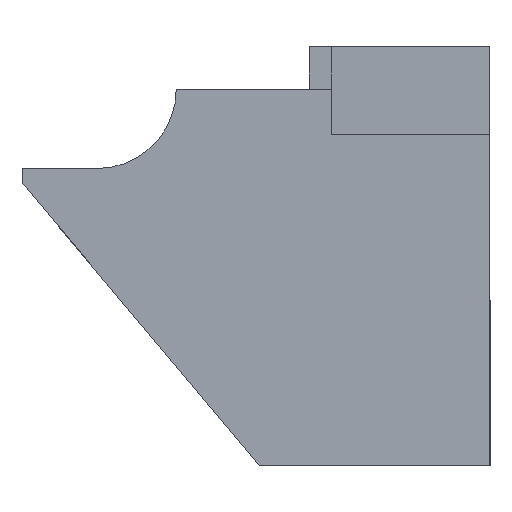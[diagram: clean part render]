
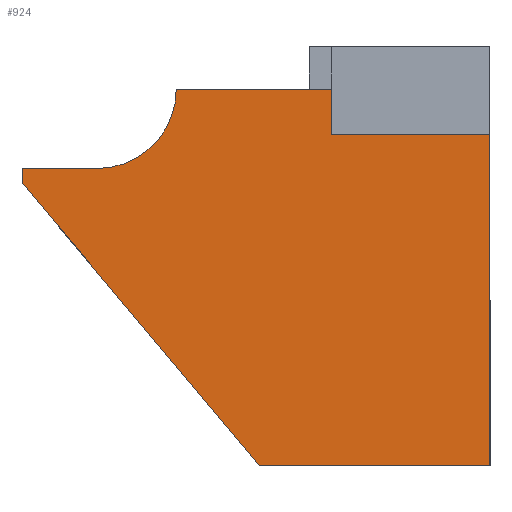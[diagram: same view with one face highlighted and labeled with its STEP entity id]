
A CAD part, left-side view. The second image highlights one B-rep face of the part: STEP entity #924.
In plain terms, the highlighted planar face has unit normal (-1, 0, 0).
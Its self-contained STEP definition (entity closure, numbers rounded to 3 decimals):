
#57=PLANE('',#999);
#105=FACE_OUTER_BOUND('',#159,.T.);
#159=EDGE_LOOP('',(#839,#840,#841,#842,#843,#844,#845,#846,#847));
#177=CIRCLE('',#998,3.5);
#195=LINE('',#1290,#310);
#214=LINE('',#1331,#329);
#217=LINE('',#1336,#332);
#226=LINE('',#1353,#341);
#227=LINE('',#1356,#342);
#263=LINE('',#1437,#378);
#274=LINE('',#1462,#389);
#277=LINE('',#1468,#392);
#310=VECTOR('',#1038,10.);
#329=VECTOR('',#1073,10.);
#332=VECTOR('',#1078,10.);
#341=VECTOR('',#1089,10.);
#342=VECTOR('',#1092,10.);
#378=VECTOR('',#1166,10.);
#389=VECTOR('',#1189,10.);
#392=VECTOR('',#1194,10.);
#427=VERTEX_POINT('',#1287);
#428=VERTEX_POINT('',#1289);
#440=VERTEX_POINT('',#1327);
#442=VERTEX_POINT('',#1330);
#450=VERTEX_POINT('',#1351);
#451=VERTEX_POINT('',#1355);
#477=VERTEX_POINT('',#1436);
#485=VERTEX_POINT('',#1461);
#487=VERTEX_POINT('',#1467);
#513=EDGE_CURVE('',#427,#428,#195,.T.);
#533=EDGE_CURVE('',#442,#440,#214,.T.);
#536=EDGE_CURVE('',#427,#442,#217,.T.);
#545=EDGE_CURVE('',#450,#440,#226,.T.);
#546=EDGE_CURVE('',#428,#451,#227,.T.);
#586=EDGE_CURVE('',#451,#477,#263,.T.);
#599=EDGE_CURVE('',#477,#485,#274,.T.);
#602=EDGE_CURVE('',#487,#485,#277,.T.);
#614=EDGE_CURVE('',#450,#487,#177,.T.);
#839=ORIENTED_EDGE('',*,*,#533,.T.);
#840=ORIENTED_EDGE('',*,*,#545,.F.);
#841=ORIENTED_EDGE('',*,*,#614,.T.);
#842=ORIENTED_EDGE('',*,*,#602,.T.);
#843=ORIENTED_EDGE('',*,*,#599,.F.);
#844=ORIENTED_EDGE('',*,*,#586,.F.);
#845=ORIENTED_EDGE('',*,*,#546,.F.);
#846=ORIENTED_EDGE('',*,*,#513,.F.);
#847=ORIENTED_EDGE('',*,*,#536,.T.);
#924=ADVANCED_FACE('',(#105),#57,.T.);
#998=AXIS2_PLACEMENT_3D('',#1491,#1225,#1226);
#999=AXIS2_PLACEMENT_3D('',#1492,#1227,#1228);
#1038=DIRECTION('',(0.,0.,-1.));
#1073=DIRECTION('',(0.,0.,1.));
#1078=DIRECTION('',(0.,1.,0.));
#1089=DIRECTION('',(0.,-1.,0.));
#1092=DIRECTION('',(0.,1.,0.));
#1166=DIRECTION('',(0.,0.643,0.766));
#1189=DIRECTION('',(0.,0.,1.));
#1194=DIRECTION('',(0.,1.,0.));
#1225=DIRECTION('center_axis',(1.,0.,0.));
#1226=DIRECTION('ref_axis',(0.,0.,1.));
#1227=DIRECTION('center_axis',(-1.,0.,0.));
#1228=DIRECTION('ref_axis',(0.,0.,1.));
#1287=CARTESIAN_POINT('',(-13.,0.,-2.));
#1289=CARTESIAN_POINT('',(-13.,0.,-16.637));
#1290=CARTESIAN_POINT('',(-13.,0.,16.637));
#1327=CARTESIAN_POINT('',(-13.,7.,0.));
#1330=CARTESIAN_POINT('',(-13.,7.,-2.));
#1331=CARTESIAN_POINT('',(-13.,7.,-8.319));
#1336=CARTESIAN_POINT('',(-13.,1.75,-2.));
#1351=CARTESIAN_POINT('',(-13.,13.875,0.));
#1353=CARTESIAN_POINT('',(-13.,5.174,0.));
#1355=CARTESIAN_POINT('',(-13.,10.2,-16.637));
#1356=CARTESIAN_POINT('',(-13.,0.,-16.637));
#1436=CARTESIAN_POINT('',(-13.,20.695,-4.13));
#1437=CARTESIAN_POINT('',(-13.,20.627,-4.21));
#1461=CARTESIAN_POINT('',(-13.,20.695,-3.5));
#1462=CARTESIAN_POINT('',(-13.,20.695,2.065));
#1467=CARTESIAN_POINT('',(-13.,17.375,-3.5));
#1468=CARTESIAN_POINT('',(-13.,8.688,-3.5));
#1491=CARTESIAN_POINT('Origin',(-13.,17.375,0.));
#1492=CARTESIAN_POINT('Origin',(-13.,0.,-16.637));
